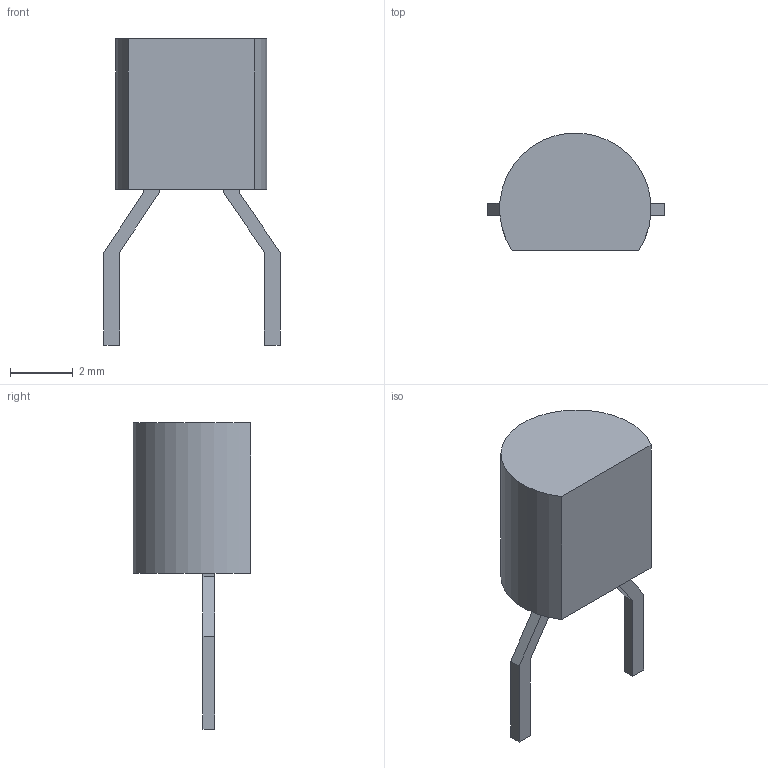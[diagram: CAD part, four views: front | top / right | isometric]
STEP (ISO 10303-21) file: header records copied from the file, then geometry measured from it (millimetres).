
FILE_DESCRIPTION(('FreeCAD Model'),'2;1');
FILE_NAME('TO-92-2_Wide.step','2017-11-28T22:19:19',('kicad StepUp'),('ksu MCAD'), 'Open CASCADE STEP processor 6.8','FreeCAD','Unknown');
FILE_SCHEMA(('AUTOMOTIVE_DESIGN_CC2 { 1 2 10303 214 -1 1 5 4 }'));
Length unit declared in the file: millimetre
Products named in the file (1): TO-92-2_Wide
Bounding box: 5.62 x 3.74 x 9.76 mm (x, y, z)
Volume: 75.1 mm3; surface area: 117.8 mm2
Topology: 1 solids, 1 shells, 22 faces, 54 edges, 36 vertices
Faces by surface type: plane 21, cylinder 1
Entity records: 475 total; most frequent: ORIENTED_EDGE 82, EDGE_CURVE 54, LINE 52, CARTESIAN_POINT 51, VERTEX_POINT 36, AXIS2_PLACEMENT_3D 25, FACE_BOUND 24, EDGE_LOOP 24
